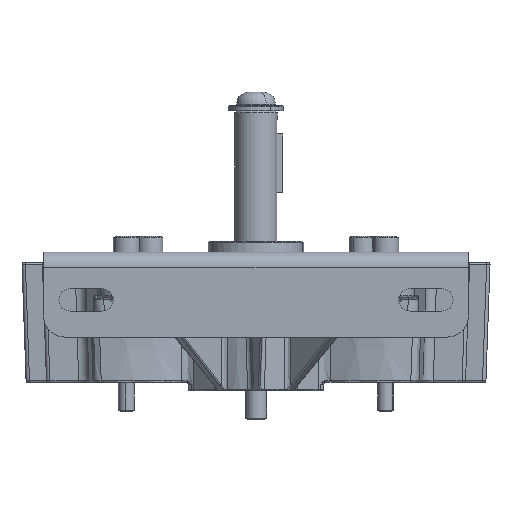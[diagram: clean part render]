
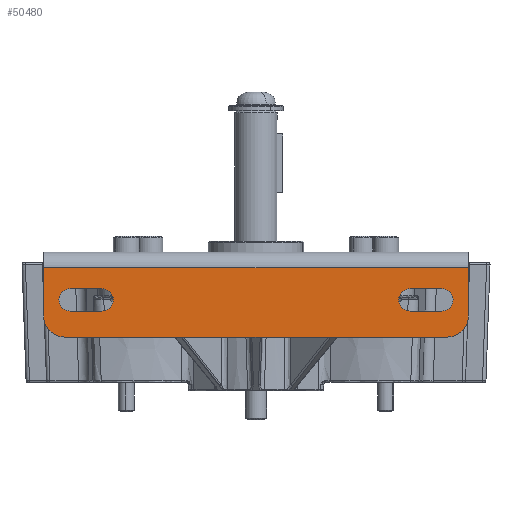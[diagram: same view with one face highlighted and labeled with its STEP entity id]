
A CAD part, front view. The second image highlights one B-rep face of the part: STEP entity #50480.
In plain terms, the highlighted planar face has unit normal (0, -1, 0).
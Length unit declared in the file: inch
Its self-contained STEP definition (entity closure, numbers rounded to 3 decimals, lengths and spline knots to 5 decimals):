
#327 = AXIS2_PLACEMENT_3D ( 'NONE', #66730, #59424, #89286 ) ;
#438 = AXIS2_PLACEMENT_3D ( 'NONE', #71295, #92300, #85001 ) ;
#1614 = VERTEX_POINT ( 'NONE', #33124 ) ;
#2048 = LINE ( 'NONE', #60628, #49723 ) ;
#2279 = FACE_OUTER_BOUND ( 'NONE', #65625, .T. ) ;
#2615 = VERTEX_POINT ( 'NONE', #38582 ) ;
#2687 = ORIENTED_EDGE ( 'NONE', *, *, #59662, .F. ) ;
#3984 = CARTESIAN_POINT ( 'NONE',  ( -1.8125, -2.5, -0.4375 ) ) ;
#4388 = CARTESIAN_POINT ( 'NONE',  ( 2.5, -2.5, 0.01952 ) ) ;
#5755 = EDGE_CURVE ( 'NONE', #36755, #25430, #65473, .T. ) ;
#7210 = EDGE_LOOP ( 'NONE', ( #54880, #83355, #86463, #62251 ) ) ;
#10801 = CARTESIAN_POINT ( 'NONE',  ( 1.8125, -2.5, -0.5695 ) ) ;
#12316 = EDGE_CURVE ( 'NONE', #25430, #46536, #77375, .T. ) ;
#13001 = CARTESIAN_POINT ( 'NONE',  ( -1.8125, -2.5, -0.3055 ) ) ;
#13233 = CARTESIAN_POINT ( 'NONE',  ( -2.1875, -2.5, -0.3055 ) ) ;
#13549 = EDGE_CURVE ( 'NONE', #75666, #21020, #29545, .T. ) ;
#14503 = DIRECTION ( 'NONE',  ( 1., 0., 0. ) ) ;
#15918 = ORIENTED_EDGE ( 'NONE', *, *, #5755, .T. ) ;
#16517 = CARTESIAN_POINT ( 'NONE',  ( 2.5, -2.5, -0.3055 ) ) ;
#16704 = AXIS2_PLACEMENT_3D ( 'NONE', #50688, #58021, #71678 ) ;
#18462 = DIRECTION ( 'NONE',  ( 0., 0., 1. ) ) ;
#20348 = DIRECTION ( 'NONE',  ( 1., 0., 0. ) ) ;
#21020 = VERTEX_POINT ( 'NONE', #58093 ) ;
#21040 = VERTEX_POINT ( 'NONE', #45156 ) ;
#21870 = VECTOR ( 'NONE', #31236, 39.37008 ) ;
#21945 = LINE ( 'NONE', #71923, #70753 ) ;
#25313 = DIRECTION ( 'NONE',  ( 0., 0., -1. ) ) ;
#25430 = VERTEX_POINT ( 'NONE', #61543 ) ;
#25464 = VERTEX_POINT ( 'NONE', #46314 ) ;
#25637 = PLANE ( 'NONE',  #43648 ) ;
#28420 = DIRECTION ( 'NONE',  ( 0., 0., -1. ) ) ;
#29545 = LINE ( 'NONE', #72288, #82966 ) ;
#30512 = ORIENTED_EDGE ( 'NONE', *, *, #50123, .T. ) ;
#31236 = DIRECTION ( 'NONE',  ( -1., 0., 0. ) ) ;
#31401 = DIRECTION ( 'NONE',  ( 1., 0., 0. ) ) ;
#31509 = AXIS2_PLACEMENT_3D ( 'NONE', #70470, #61882, #18462 ) ;
#31774 = CIRCLE ( 'NONE', #16704, 0.132 ) ;
#32200 = VERTEX_POINT ( 'NONE', #62481 ) ;
#33124 = CARTESIAN_POINT ( 'NONE',  ( 1.8125, -2.5, -0.3055 ) ) ;
#33195 = VERTEX_POINT ( 'NONE', #82302 ) ;
#36517 = EDGE_CURVE ( 'NONE', #87243, #32200, #41924, .T. ) ;
#36755 = VERTEX_POINT ( 'NONE', #13001 ) ;
#38582 = CARTESIAN_POINT ( 'NONE',  ( 2.1875, -2.5, -0.3055 ) ) ;
#39397 = EDGE_CURVE ( 'NONE', #2615, #21040, #31774, .T. ) ;
#40270 = EDGE_CURVE ( 'NONE', #85879, #36755, #2048, .T. ) ;
#41315 = EDGE_CURVE ( 'NONE', #46536, #85879, #65351, .T. ) ;
#41924 = CIRCLE ( 'NONE', #31509, 0.25 ) ;
#43648 = AXIS2_PLACEMENT_3D ( 'NONE', #4388, #68504, #25313 ) ;
#44859 = ORIENTED_EDGE ( 'NONE', *, *, #36517, .T. ) ;
#45156 = CARTESIAN_POINT ( 'NONE',  ( 2.1875, -2.5, -0.5695 ) ) ;
#46314 = CARTESIAN_POINT ( 'NONE',  ( 2.25, -2.5, -0.875 ) ) ;
#46536 = VERTEX_POINT ( 'NONE', #87495 ) ;
#48248 = CIRCLE ( 'NONE', #327, 0.132 ) ;
#49723 = VECTOR ( 'NONE', #31401, 39.37008 ) ;
#50123 = EDGE_CURVE ( 'NONE', #32200, #25464, #68226, .T. ) ;
#50480 = ADVANCED_FACE ( 'NONE', ( #63573, #2279, #56730 ), #25637, .T. ) ;
#50688 = CARTESIAN_POINT ( 'NONE',  ( 2.1875, -2.5, -0.4375 ) ) ;
#51411 = CARTESIAN_POINT ( 'NONE',  ( 2.5, -2.5, -0.5695 ) ) ;
#52982 = CARTESIAN_POINT ( 'NONE',  ( -2.5, -2.5, 0.125 ) ) ;
#53271 = AXIS2_PLACEMENT_3D ( 'NONE', #69580, #68650, #54349 ) ;
#54349 = DIRECTION ( 'NONE',  ( 0., 0., -1. ) ) ;
#54880 = ORIENTED_EDGE ( 'NONE', *, *, #88441, .T. ) ;
#55087 = CIRCLE ( 'NONE', #438, 0.25 ) ;
#55778 = VECTOR ( 'NONE', #58430, 39.37008 ) ;
#56163 = ORIENTED_EDGE ( 'NONE', *, *, #40270, .T. ) ;
#56730 = FACE_BOUND ( 'NONE', #71169, .T. ) ;
#58021 = DIRECTION ( 'NONE',  ( 0., 1., 0. ) ) ;
#58093 = CARTESIAN_POINT ( 'NONE',  ( 2.5, -2.5, -0.06 ) ) ;
#58430 = DIRECTION ( 'NONE',  ( -1., 0., 0. ) ) ;
#59424 = DIRECTION ( 'NONE',  ( 0., 1., 0. ) ) ;
#59662 = EDGE_CURVE ( 'NONE', #33195, #25464, #55087, .T. ) ;
#60617 = EDGE_CURVE ( 'NONE', #21020, #33195, #21945, .T. ) ;
#60628 = CARTESIAN_POINT ( 'NONE',  ( 2.5, -2.5, -0.3055 ) ) ;
#61543 = CARTESIAN_POINT ( 'NONE',  ( -1.8125, -2.5, -0.5695 ) ) ;
#61882 = DIRECTION ( 'NONE',  ( 0., -1., 0. ) ) ;
#62251 = ORIENTED_EDGE ( 'NONE', *, *, #39397, .T. ) ;
#62388 = LINE ( 'NONE', #16517, #66953 ) ;
#62481 = CARTESIAN_POINT ( 'NONE',  ( -2.25, -2.5, -0.875 ) ) ;
#63573 = FACE_BOUND ( 'NONE', #7210, .T. ) ;
#63827 = CARTESIAN_POINT ( 'NONE',  ( 2.5, -2.5, -0.875 ) ) ;
#65163 = CARTESIAN_POINT ( 'NONE',  ( -2.5, -2.5, -0.625 ) ) ;
#65351 = CIRCLE ( 'NONE', #53271, 0.132 ) ;
#65473 = CIRCLE ( 'NONE', #77924, 0.132 ) ;
#65625 = EDGE_LOOP ( 'NONE', ( #72825, #44859, #30512, #2687, #65992, #69348 ) ) ;
#65992 = ORIENTED_EDGE ( 'NONE', *, *, #60617, .F. ) ;
#66730 = CARTESIAN_POINT ( 'NONE',  ( 1.8125, -2.5, -0.4375 ) ) ;
#66953 = VECTOR ( 'NONE', #74588, 39.37008 ) ;
#67897 = DIRECTION ( 'NONE',  ( 0., 0., 1. ) ) ;
#68226 = LINE ( 'NONE', #63827, #76140 ) ;
#68504 = DIRECTION ( 'NONE',  ( 0., -1., 0. ) ) ;
#68650 = DIRECTION ( 'NONE',  ( 0., 1., 0. ) ) ;
#69348 = ORIENTED_EDGE ( 'NONE', *, *, #13549, .F. ) ;
#69580 = CARTESIAN_POINT ( 'NONE',  ( -2.1875, -2.5, -0.4375 ) ) ;
#70470 = CARTESIAN_POINT ( 'NONE',  ( -2.25, -2.5, -0.625 ) ) ;
#70753 = VECTOR ( 'NONE', #28420, 39.37008 ) ;
#71169 = EDGE_LOOP ( 'NONE', ( #89207, #74986, #56163, #15918 ) ) ;
#71295 = CARTESIAN_POINT ( 'NONE',  ( 2.25, -2.5, -0.625 ) ) ;
#71678 = DIRECTION ( 'NONE',  ( 0., 0., -1. ) ) ;
#71923 = CARTESIAN_POINT ( 'NONE',  ( 2.5, -2.5, 0.125 ) ) ;
#72089 = EDGE_CURVE ( 'NONE', #87243, #75666, #88124, .T. ) ;
#72288 = CARTESIAN_POINT ( 'NONE',  ( -2.5, -2.5, -0.06 ) ) ;
#72378 = EDGE_CURVE ( 'NONE', #88216, #1614, #48248, .T. ) ;
#72825 = ORIENTED_EDGE ( 'NONE', *, *, #72089, .F. ) ;
#74588 = DIRECTION ( 'NONE',  ( 1., 0., 0. ) ) ;
#74986 = ORIENTED_EDGE ( 'NONE', *, *, #41315, .T. ) ;
#75666 = VERTEX_POINT ( 'NONE', #82067 ) ;
#76140 = VECTOR ( 'NONE', #20348, 39.37008 ) ;
#76603 = EDGE_CURVE ( 'NONE', #1614, #2615, #62388, .T. ) ;
#77375 = LINE ( 'NONE', #51411, #55778 ) ;
#77924 = AXIS2_PLACEMENT_3D ( 'NONE', #3984, #83963, #91290 ) ;
#82067 = CARTESIAN_POINT ( 'NONE',  ( -2.5, -2.5, -0.06 ) ) ;
#82302 = CARTESIAN_POINT ( 'NONE',  ( 2.5, -2.5, -0.625 ) ) ;
#82966 = VECTOR ( 'NONE', #14503, 39.37008 ) ;
#83355 = ORIENTED_EDGE ( 'NONE', *, *, #72378, .T. ) ;
#83963 = DIRECTION ( 'NONE',  ( 0., 1., 0. ) ) ;
#85001 = DIRECTION ( 'NONE',  ( 0., 0., 1. ) ) ;
#85879 = VERTEX_POINT ( 'NONE', #13233 ) ;
#86463 = ORIENTED_EDGE ( 'NONE', *, *, #76603, .T. ) ;
#87243 = VERTEX_POINT ( 'NONE', #65163 ) ;
#87495 = CARTESIAN_POINT ( 'NONE',  ( -2.1875, -2.5, -0.5695 ) ) ;
#87729 = LINE ( 'NONE', #89724, #21870 ) ;
#88124 = LINE ( 'NONE', #52982, #89224 ) ;
#88216 = VERTEX_POINT ( 'NONE', #10801 ) ;
#88441 = EDGE_CURVE ( 'NONE', #21040, #88216, #87729, .T. ) ;
#89207 = ORIENTED_EDGE ( 'NONE', *, *, #12316, .T. ) ;
#89224 = VECTOR ( 'NONE', #67897, 39.37008 ) ;
#89286 = DIRECTION ( 'NONE',  ( 0., 0., -1. ) ) ;
#89724 = CARTESIAN_POINT ( 'NONE',  ( 2.5, -2.5, -0.5695 ) ) ;
#91290 = DIRECTION ( 'NONE',  ( 0., 0., -1. ) ) ;
#92300 = DIRECTION ( 'NONE',  ( 0., 1., 0. ) ) ;
